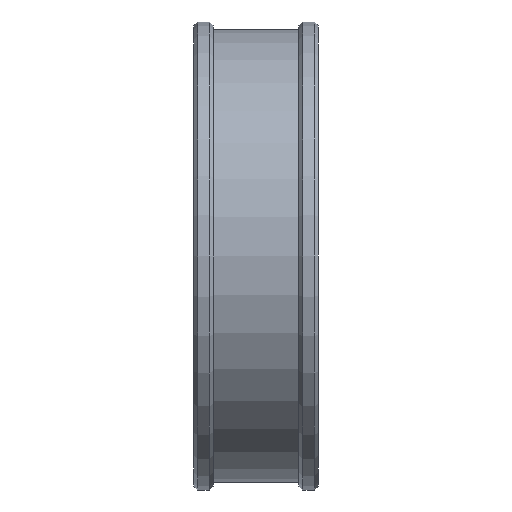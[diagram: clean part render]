
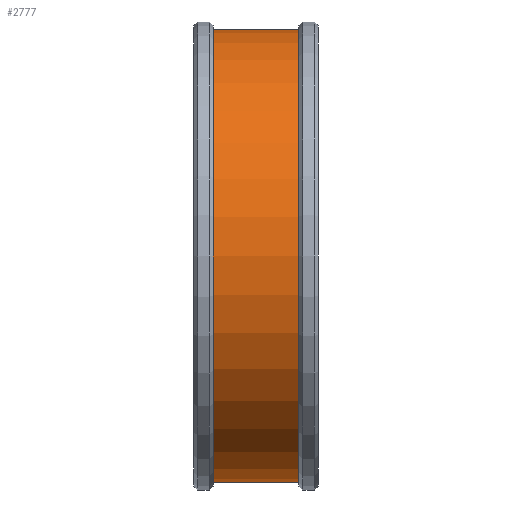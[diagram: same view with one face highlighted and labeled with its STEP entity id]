
A CAD part, left-side view. The second image highlights one B-rep face of the part: STEP entity #2777.
In plain terms, the highlighted cylindrical face has radius 29 mm (diameter 58 mm), a partial arc.
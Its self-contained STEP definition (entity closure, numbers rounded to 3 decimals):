
#163 = EDGE_CURVE ( 'NONE', #4095, #2786, #6035, .T. ) ;
#238 = EDGE_CURVE ( 'NONE', #5248, #2786, #372, .T. ) ;
#346 = DIRECTION ( 'NONE',  ( 0., 0., -1. ) ) ;
#372 = CIRCLE ( 'NONE', #4601, 29. ) ;
#389 = VERTEX_POINT ( 'NONE', #3923 ) ;
#422 = CARTESIAN_POINT ( 'NONE',  ( 0., 13.5, 0. ) ) ;
#1038 = EDGE_CURVE ( 'NONE', #389, #4095, #2301, .T. ) ;
#1405 = DIRECTION ( 'NONE',  ( 0., 0., -1. ) ) ;
#1442 = DIRECTION ( 'NONE',  ( 0., -1., 0. ) ) ;
#1480 = VECTOR ( 'NONE', #3249, 1000. ) ;
#1547 = LINE ( 'NONE', #1958, #2193 ) ;
#1944 = FACE_OUTER_BOUND ( 'NONE', #4448, .T. ) ;
#1958 = CARTESIAN_POINT ( 'NONE',  ( 0., 0., 29. ) ) ;
#2062 = ORIENTED_EDGE ( 'NONE', *, *, #4855, .F. ) ;
#2193 = VECTOR ( 'NONE', #3442, 1000. ) ;
#2301 = CIRCLE ( 'NONE', #3615, 29. ) ;
#2448 = ORIENTED_EDGE ( 'NONE', *, *, #238, .F. ) ;
#2514 = CARTESIAN_POINT ( 'NONE',  ( 0., 2.5, 29. ) ) ;
#2777 = ADVANCED_FACE ( 'NONE', ( #1944 ), #3880, .T. ) ;
#2786 = VERTEX_POINT ( 'NONE', #3363 ) ;
#3249 = DIRECTION ( 'NONE',  ( 0., -1., 0. ) ) ;
#3278 = DIRECTION ( 'NONE',  ( 0., -1., 0. ) ) ;
#3363 = CARTESIAN_POINT ( 'NONE',  ( 0., 2.5, -29. ) ) ;
#3442 = DIRECTION ( 'NONE',  ( 0., -1., 0. ) ) ;
#3615 = AXIS2_PLACEMENT_3D ( 'NONE', #422, #3800, #1405 ) ;
#3761 = CARTESIAN_POINT ( 'NONE',  ( 0., 0., -29. ) ) ;
#3800 = DIRECTION ( 'NONE',  ( 0., -1., 0. ) ) ;
#3880 = CYLINDRICAL_SURFACE ( 'NONE', #4145, 29. ) ;
#3923 = CARTESIAN_POINT ( 'NONE',  ( 0., 13.5, 29. ) ) ;
#4095 = VERTEX_POINT ( 'NONE', #5633 ) ;
#4145 = AXIS2_PLACEMENT_3D ( 'NONE', #6209, #1442, #6151 ) ;
#4448 = EDGE_LOOP ( 'NONE', ( #2062, #4519, #4590, #2448 ) ) ;
#4519 = ORIENTED_EDGE ( 'NONE', *, *, #1038, .T. ) ;
#4590 = ORIENTED_EDGE ( 'NONE', *, *, #163, .T. ) ;
#4601 = AXIS2_PLACEMENT_3D ( 'NONE', #5071, #3278, #346 ) ;
#4855 = EDGE_CURVE ( 'NONE', #389, #5248, #1547, .T. ) ;
#5071 = CARTESIAN_POINT ( 'NONE',  ( 0., 2.5, 0. ) ) ;
#5248 = VERTEX_POINT ( 'NONE', #2514 ) ;
#5633 = CARTESIAN_POINT ( 'NONE',  ( 0., 13.5, -29. ) ) ;
#6035 = LINE ( 'NONE', #3761, #1480 ) ;
#6151 = DIRECTION ( 'NONE',  ( 0., 0., -1. ) ) ;
#6209 = CARTESIAN_POINT ( 'NONE',  ( 0., 0., 0. ) ) ;
